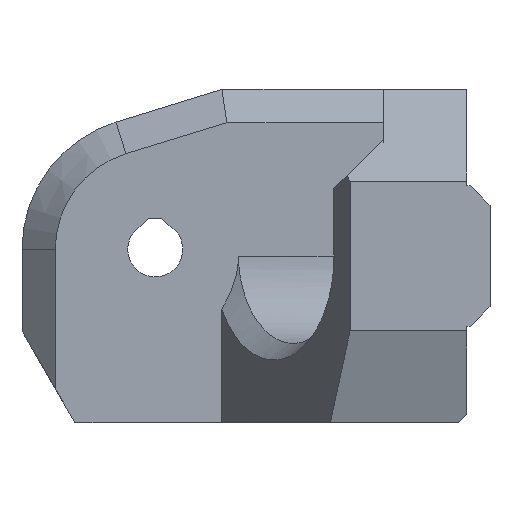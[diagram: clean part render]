
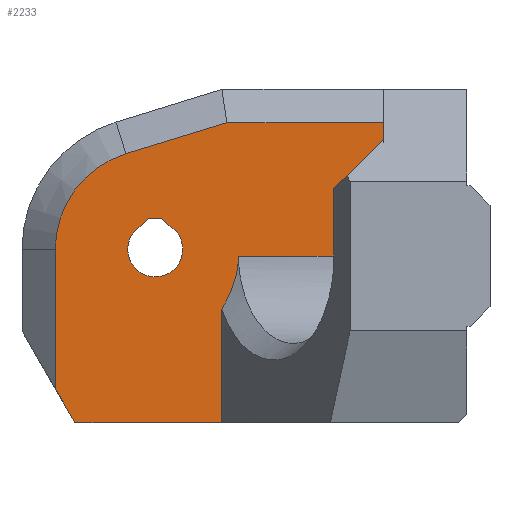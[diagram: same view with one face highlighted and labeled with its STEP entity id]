
A CAD part, front view. The second image highlights one B-rep face of the part: STEP entity #2233.
In plain terms, the highlighted planar face has unit normal (0, -1, 0).
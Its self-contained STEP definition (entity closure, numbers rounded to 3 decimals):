
#26=FACE_BOUND('',#337,.T.);
#44=CIRCLE('',#2390,6.);
#45=CIRCLE('',#2393,1.65);
#88=PLANE('',#2392);
#207=FACE_OUTER_BOUND('',#336,.T.);
#336=EDGE_LOOP('',(#1770,#1771,#1772,#1773,#1774,#1775,#1776,#1777,#1778,
#1779));
#337=EDGE_LOOP('',(#1780,#1781,#1782,#1783));
#451=LINE('',#3284,#746);
#471=LINE('',#3332,#766);
#555=LINE('',#3511,#850);
#558=LINE('',#3516,#853);
#563=LINE('',#3528,#858);
#564=LINE('',#3531,#859);
#565=LINE('',#3532,#860);
#566=LINE('',#3533,#861);
#567=LINE('',#3538,#862);
#568=LINE('',#3540,#863);
#569=LINE('',#3541,#864);
#746=VECTOR('',#2520,10.);
#766=VECTOR('',#2556,10.);
#850=VECTOR('',#2694,10.);
#853=VECTOR('',#2699,10.);
#858=VECTOR('',#2712,10.);
#859=VECTOR('',#2715,10.);
#860=VECTOR('',#2716,10.);
#861=VECTOR('',#2717,10.);
#862=VECTOR('',#2720,10.);
#863=VECTOR('',#2721,10.);
#864=VECTOR('',#2722,10.);
#1026=B_SPLINE_CURVE_WITH_KNOTS('',3,(#3248,#3249,#3250,#3251,#3252,#3253,
#3254,#3255,#3256,#3257,#3258,#3259,#3260,#3261),.UNSPECIFIED.,.F.,.F.,
(4,2,2,2,2,2,4),(0.,0.043,0.168,0.302,
0.321,0.332,0.339),.UNSPECIFIED.);
#1046=VERTEX_POINT('',#3246);
#1047=VERTEX_POINT('',#3247);
#1049=VERTEX_POINT('',#3282);
#1068=VERTEX_POINT('',#3329);
#1069=VERTEX_POINT('',#3331);
#1136=VERTEX_POINT('',#3509);
#1137=VERTEX_POINT('',#3510);
#1138=VERTEX_POINT('',#3515);
#1140=VERTEX_POINT('',#3521);
#1142=VERTEX_POINT('',#3530);
#1143=VERTEX_POINT('',#3534);
#1144=VERTEX_POINT('',#3535);
#1145=VERTEX_POINT('',#3537);
#1146=VERTEX_POINT('',#3539);
#1259=EDGE_CURVE('',#1046,#1047,#1026,.F.);
#1264=EDGE_CURVE('',#1049,#1046,#451,.T.);
#1287=EDGE_CURVE('',#1068,#1069,#471,.T.);
#1378=EDGE_CURVE('',#1136,#1137,#555,.T.);
#1381=EDGE_CURVE('',#1069,#1138,#558,.T.);
#1386=EDGE_CURVE('',#1138,#1140,#44,.T.);
#1388=EDGE_CURVE('',#1140,#1136,#563,.T.);
#1389=EDGE_CURVE('',#1142,#1068,#564,.T.);
#1390=EDGE_CURVE('',#1142,#1047,#565,.T.);
#1391=EDGE_CURVE('',#1049,#1137,#566,.T.);
#1392=EDGE_CURVE('',#1143,#1144,#45,.T.);
#1393=EDGE_CURVE('',#1145,#1143,#567,.T.);
#1394=EDGE_CURVE('',#1146,#1145,#568,.T.);
#1395=EDGE_CURVE('',#1144,#1146,#569,.T.);
#1770=ORIENTED_EDGE('',*,*,#1378,.F.);
#1771=ORIENTED_EDGE('',*,*,#1388,.F.);
#1772=ORIENTED_EDGE('',*,*,#1386,.F.);
#1773=ORIENTED_EDGE('',*,*,#1381,.F.);
#1774=ORIENTED_EDGE('',*,*,#1287,.F.);
#1775=ORIENTED_EDGE('',*,*,#1389,.F.);
#1776=ORIENTED_EDGE('',*,*,#1390,.T.);
#1777=ORIENTED_EDGE('',*,*,#1259,.F.);
#1778=ORIENTED_EDGE('',*,*,#1264,.F.);
#1779=ORIENTED_EDGE('',*,*,#1391,.T.);
#1780=ORIENTED_EDGE('',*,*,#1392,.F.);
#1781=ORIENTED_EDGE('',*,*,#1393,.F.);
#1782=ORIENTED_EDGE('',*,*,#1394,.F.);
#1783=ORIENTED_EDGE('',*,*,#1395,.F.);
#2233=ADVANCED_FACE('',(#207,#26),#88,.F.);
#2390=AXIS2_PLACEMENT_3D('',#3525,#2707,#2708);
#2392=AXIS2_PLACEMENT_3D('',#3529,#2713,#2714);
#2393=AXIS2_PLACEMENT_3D('',#3536,#2718,#2719);
#2520=DIRECTION('',(-1.,0.,0.));
#2556=DIRECTION('',(-0.5,0.,0.866));
#2694=DIRECTION('',(1.,0.,0.));
#2699=DIRECTION('',(0.,0.,1.));
#2707=DIRECTION('center_axis',(0.,1.,0.));
#2708=DIRECTION('ref_axis',(-1.,0.,0.));
#2712=DIRECTION('',(0.956,0.,0.294));
#2713=DIRECTION('center_axis',(0.,1.,0.));
#2714=DIRECTION('ref_axis',(1.,0.,0.));
#2715=DIRECTION('',(-1.,0.,0.));
#2716=DIRECTION('',(0.,0.,1.));
#2717=DIRECTION('',(0.,0.,1.));
#2718=DIRECTION('center_axis',(0.,-1.,0.));
#2719=DIRECTION('ref_axis',(1.,0.,0.));
#2720=DIRECTION('',(-0.707,0.,-0.707));
#2721=DIRECTION('',(-1.,0.,0.));
#2722=DIRECTION('',(-0.707,0.,0.707));
#3246=CARTESIAN_POINT('',(5.,0.,-0.4));
#3247=CARTESIAN_POINT('',(4.,0.,-3.601));
#3248=CARTESIAN_POINT('Ctrl Pts',(4.,0.,-3.601));
#3249=CARTESIAN_POINT('Ctrl Pts',(4.072,0.,
-3.477));
#3250=CARTESIAN_POINT('Ctrl Pts',(4.142,0.,
-3.351));
#3251=CARTESIAN_POINT('Ctrl Pts',(4.403,0.,
-2.856));
#3252=CARTESIAN_POINT('Ctrl Pts',(4.578,0.,-2.471));
#3253=CARTESIAN_POINT('Ctrl Pts',(4.856,0.,
-1.651));
#3254=CARTESIAN_POINT('Ctrl Pts',(4.951,0.,
-1.222));
#3255=CARTESIAN_POINT('Ctrl Pts',(4.99,0.,
-0.712));
#3256=CARTESIAN_POINT('Ctrl Pts',(4.994,0.,
-0.648));
#3257=CARTESIAN_POINT('Ctrl Pts',(4.998,0.,
-0.547));
#3258=CARTESIAN_POINT('Ctrl Pts',(4.999,0.,
-0.51));
#3259=CARTESIAN_POINT('Ctrl Pts',(5.,0.,
-0.449));
#3260=CARTESIAN_POINT('Ctrl Pts',(5.,0.,-0.425));
#3261=CARTESIAN_POINT('Ctrl Pts',(5.,0.,-0.4));
#3282=CARTESIAN_POINT('',(13.7,0.,-0.4));
#3284=CARTESIAN_POINT('',(13.7,0.,-0.4));
#3329=CARTESIAN_POINT('',(-4.825,0.,-10.4));
#3331=CARTESIAN_POINT('',(-6.,0.,-8.364));
#3332=CARTESIAN_POINT('',(-4.825,0.,-10.4));
#3509=CARTESIAN_POINT('',(4.301,0.,7.6));
#3510=CARTESIAN_POINT('',(13.7,0.,7.6));
#3511=CARTESIAN_POINT('',(3.425,0.,7.6));
#3515=CARTESIAN_POINT('',(-6.,0.,0.));
#3516=CARTESIAN_POINT('',(-6.,0.,-2.65));
#3521=CARTESIAN_POINT('',(-1.764,0.,5.735));
#3525=CARTESIAN_POINT('Origin',(0.,0.,0.));
#3528=CARTESIAN_POINT('',(-0.518,0.,6.118));
#3529=CARTESIAN_POINT('Origin',(2.85,0.,-0.4));
#3530=CARTESIAN_POINT('',(4.,0.,-10.4));
#3531=CARTESIAN_POINT('',(18.7,0.,-10.4));
#3532=CARTESIAN_POINT('',(4.,0.,-5.4));
#3533=CARTESIAN_POINT('',(13.7,0.,-10.4));
#3534=CARTESIAN_POINT('',(-0.825,0.,1.429));
#3535=CARTESIAN_POINT('',(0.825,0.,1.429));
#3536=CARTESIAN_POINT('Origin',(0.,0.,0.));
#3537=CARTESIAN_POINT('',(-0.403,0.,1.851));
#3538=CARTESIAN_POINT('',(-0.403,0.,1.851));
#3539=CARTESIAN_POINT('',(0.403,0.,1.851));
#3540=CARTESIAN_POINT('',(0.403,0.,1.851));
#3541=CARTESIAN_POINT('',(0.825,0.,1.429));
